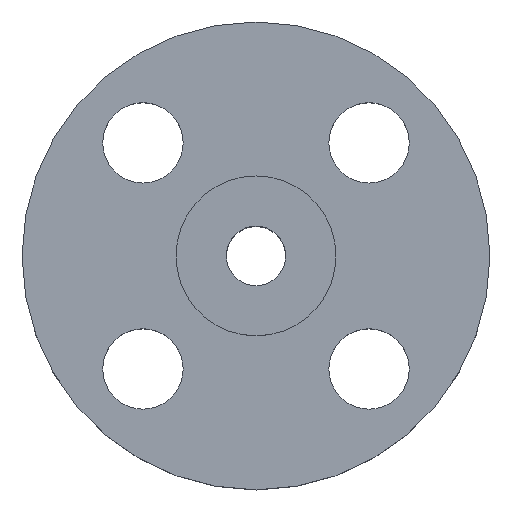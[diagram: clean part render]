
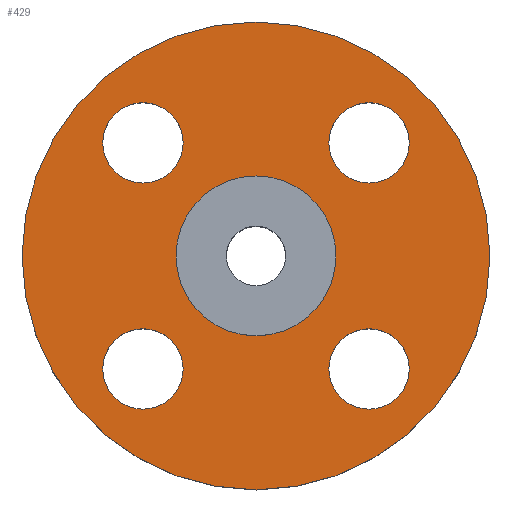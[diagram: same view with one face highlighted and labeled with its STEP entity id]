
A CAD part, top view. The second image highlights one B-rep face of the part: STEP entity #429.
In plain terms, the highlighted planar face has unit normal (0, 0, 1).
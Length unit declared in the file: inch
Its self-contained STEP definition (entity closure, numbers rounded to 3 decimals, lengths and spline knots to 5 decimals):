
#18 = AXIS2_PLACEMENT_3D ( 'NONE', #578, #81, #457 ) ;
#21 = VERTEX_POINT ( 'NONE', #367 ) ;
#22 = CIRCLE ( 'NONE', #521, 0.44 ) ;
#25 = ORIENTED_EDGE ( 'NONE', *, *, #126, .T. ) ;
#38 = FACE_BOUND ( 'NONE', #392, .T. ) ;
#41 = DIRECTION ( 'NONE',  ( 1., 0., 0. ) ) ;
#47 = EDGE_CURVE ( 'NONE', #572, #682, #351, .T. ) ;
#51 = DIRECTION ( 'NONE',  ( 0., 0., 1. ) ) ;
#53 = AXIS2_PLACEMENT_3D ( 'NONE', #510, #688, #504 ) ;
#58 = EDGE_CURVE ( 'NONE', #682, #572, #307, .T. ) ;
#61 = DIRECTION ( 'NONE',  ( -1., 0., 0. ) ) ;
#62 = ORIENTED_EDGE ( 'NONE', *, *, #743, .F. ) ;
#71 = EDGE_CURVE ( 'NONE', #722, #21, #239, .T. ) ;
#74 = EDGE_CURVE ( 'NONE', #21, #722, #22, .T. ) ;
#76 = DIRECTION ( 'NONE',  ( 0., 1., 0. ) ) ;
#81 = DIRECTION ( 'NONE',  ( 0., 0., 1. ) ) ;
#99 = FACE_BOUND ( 'NONE', #103, .T. ) ;
#103 = EDGE_LOOP ( 'NONE', ( #815, #125 ) ) ;
#117 = CARTESIAN_POINT ( 'NONE',  ( -1.67744, -1.23744, 0. ) ) ;
#119 = DIRECTION ( 'NONE',  ( 1., 0., 0. ) ) ;
#125 = ORIENTED_EDGE ( 'NONE', *, *, #74, .F. ) ;
#126 = EDGE_CURVE ( 'NONE', #537, #321, #782, .T. ) ;
#127 = CARTESIAN_POINT ( 'NONE',  ( -1.23744, -1.23744, 0. ) ) ;
#132 = AXIS2_PLACEMENT_3D ( 'NONE', #432, #624, #244 ) ;
#136 = ORIENTED_EDGE ( 'NONE', *, *, #589, .F. ) ;
#144 = EDGE_LOOP ( 'NONE', ( #314, #339 ) ) ;
#147 = AXIS2_PLACEMENT_3D ( 'NONE', #153, #767, #76 ) ;
#151 = VERTEX_POINT ( 'NONE', #182 ) ;
#153 = CARTESIAN_POINT ( 'NONE',  ( -1.23744, 1.23744, 0. ) ) ;
#154 = CARTESIAN_POINT ( 'NONE',  ( -0.875, 0., 0. ) ) ;
#155 = ORIENTED_EDGE ( 'NONE', *, *, #466, .F. ) ;
#165 = CARTESIAN_POINT ( 'NONE',  ( 0., 0., 0. ) ) ;
#166 = EDGE_CURVE ( 'NONE', #803, #467, #172, .T. ) ;
#170 = DIRECTION ( 'NONE',  ( 0., 0., 1. ) ) ;
#172 = CIRCLE ( 'NONE', #132, 0.44 ) ;
#174 = FACE_BOUND ( 'NONE', #144, .T. ) ;
#180 = DIRECTION ( 'NONE',  ( 0., 0., 1. ) ) ;
#182 = CARTESIAN_POINT ( 'NONE',  ( 0.875, 0., 0. ) ) ;
#183 = VERTEX_POINT ( 'NONE', #316 ) ;
#193 = DIRECTION ( 'NONE',  ( 0., 0., 1. ) ) ;
#196 = CIRCLE ( 'NONE', #658, 0.44 ) ;
#200 = AXIS2_PLACEMENT_3D ( 'NONE', #608, #170, #41 ) ;
#207 = EDGE_CURVE ( 'NONE', #467, #803, #275, .T. ) ;
#221 = AXIS2_PLACEMENT_3D ( 'NONE', #165, #51, #423 ) ;
#226 = CARTESIAN_POINT ( 'NONE',  ( 0., 0., 0. ) ) ;
#232 = CARTESIAN_POINT ( 'NONE',  ( 1.23744, -1.67744, 0. ) ) ;
#239 = CIRCLE ( 'NONE', #53, 0.44 ) ;
#241 = ORIENTED_EDGE ( 'NONE', *, *, #47, .F. ) ;
#244 = DIRECTION ( 'NONE',  ( 0., -1., 0. ) ) ;
#252 = CARTESIAN_POINT ( 'NONE',  ( 0., 0., 0. ) ) ;
#253 = VERTEX_POINT ( 'NONE', #154 ) ;
#256 = DIRECTION ( 'NONE',  ( -1., 0., 0. ) ) ;
#257 = ORIENTED_EDGE ( 'NONE', *, *, #691, .T. ) ;
#262 = AXIS2_PLACEMENT_3D ( 'NONE', #600, #539, #479 ) ;
#275 = CIRCLE ( 'NONE', #18, 0.44 ) ;
#285 = FACE_BOUND ( 'NONE', #475, .T. ) ;
#300 = CIRCLE ( 'NONE', #342, 2.56 ) ;
#301 = CARTESIAN_POINT ( 'NONE',  ( 1.67744, 1.23744, 0. ) ) ;
#303 = DIRECTION ( 'NONE',  ( 0., 0., 1. ) ) ;
#307 = CIRCLE ( 'NONE', #601, 0.44 ) ;
#314 = ORIENTED_EDGE ( 'NONE', *, *, #207, .F. ) ;
#316 = CARTESIAN_POINT ( 'NONE',  ( -1.23744, 0.79744, 0. ) ) ;
#321 = VERTEX_POINT ( 'NONE', #525 ) ;
#330 = CARTESIAN_POINT ( 'NONE',  ( 2.56, 0., 0. ) ) ;
#337 = CARTESIAN_POINT ( 'NONE',  ( -0.79744, -1.23744, 0. ) ) ;
#339 = ORIENTED_EDGE ( 'NONE', *, *, #166, .F. ) ;
#342 = AXIS2_PLACEMENT_3D ( 'NONE', #226, #798, #489 ) ;
#351 = CIRCLE ( 'NONE', #627, 0.44 ) ;
#366 = FACE_OUTER_BOUND ( 'NONE', #587, .T. ) ;
#367 = CARTESIAN_POINT ( 'NONE',  ( 0.79744, 1.23744, 0. ) ) ;
#385 = CIRCLE ( 'NONE', #200, 0.875 ) ;
#392 = EDGE_LOOP ( 'NONE', ( #62, #155 ) ) ;
#423 = DIRECTION ( 'NONE',  ( 1., 0., 0. ) ) ;
#429 = ADVANCED_FACE ( 'NONE', ( #174, #789, #285, #99, #38, #366 ), #483, .T. ) ;
#431 = AXIS2_PLACEMENT_3D ( 'NONE', #252, #303, #558 ) ;
#432 = CARTESIAN_POINT ( 'NONE',  ( 1.23744, -1.23744, 0. ) ) ;
#457 = DIRECTION ( 'NONE',  ( 0., -1., 0. ) ) ;
#466 = EDGE_CURVE ( 'NONE', #151, #253, #385, .T. ) ;
#467 = VERTEX_POINT ( 'NONE', #232 ) ;
#475 = EDGE_LOOP ( 'NONE', ( #713, #136 ) ) ;
#479 = DIRECTION ( 'NONE',  ( 1., 0., 0. ) ) ;
#483 = PLANE ( 'NONE',  #262 ) ;
#489 = DIRECTION ( 'NONE',  ( 1., 0., 0. ) ) ;
#501 = CARTESIAN_POINT ( 'NONE',  ( -1.23744, 1.67744, 0. ) ) ;
#502 = CIRCLE ( 'NONE', #147, 0.44 ) ;
#504 = DIRECTION ( 'NONE',  ( 1., 0., 0. ) ) ;
#506 = CARTESIAN_POINT ( 'NONE',  ( 1.23744, -0.79744, 0. ) ) ;
#510 = CARTESIAN_POINT ( 'NONE',  ( 1.23744, 1.23744, 0. ) ) ;
#512 = CIRCLE ( 'NONE', #221, 0.875 ) ;
#521 = AXIS2_PLACEMENT_3D ( 'NONE', #678, #180, #119 ) ;
#525 = CARTESIAN_POINT ( 'NONE',  ( -2.56, 0., 0. ) ) ;
#537 = VERTEX_POINT ( 'NONE', #330 ) ;
#539 = DIRECTION ( 'NONE',  ( 0., 0., 1. ) ) ;
#558 = DIRECTION ( 'NONE',  ( 1., 0., 0. ) ) ;
#572 = VERTEX_POINT ( 'NONE', #337 ) ;
#578 = CARTESIAN_POINT ( 'NONE',  ( 1.23744, -1.23744, 0. ) ) ;
#587 = EDGE_LOOP ( 'NONE', ( #25, #257 ) ) ;
#589 = EDGE_CURVE ( 'NONE', #183, #786, #502, .T. ) ;
#600 = CARTESIAN_POINT ( 'NONE',  ( 0., 0., 0. ) ) ;
#601 = AXIS2_PLACEMENT_3D ( 'NONE', #680, #690, #256 ) ;
#608 = CARTESIAN_POINT ( 'NONE',  ( 0., 0., 0. ) ) ;
#624 = DIRECTION ( 'NONE',  ( 0., 0., 1. ) ) ;
#627 = AXIS2_PLACEMENT_3D ( 'NONE', #127, #193, #61 ) ;
#631 = EDGE_LOOP ( 'NONE', ( #812, #241 ) ) ;
#641 = DIRECTION ( 'NONE',  ( 0., 1., 0. ) ) ;
#658 = AXIS2_PLACEMENT_3D ( 'NONE', #683, #751, #641 ) ;
#678 = CARTESIAN_POINT ( 'NONE',  ( 1.23744, 1.23744, 0. ) ) ;
#680 = CARTESIAN_POINT ( 'NONE',  ( -1.23744, -1.23744, 0. ) ) ;
#682 = VERTEX_POINT ( 'NONE', #117 ) ;
#683 = CARTESIAN_POINT ( 'NONE',  ( -1.23744, 1.23744, 0. ) ) ;
#688 = DIRECTION ( 'NONE',  ( 0., 0., 1. ) ) ;
#690 = DIRECTION ( 'NONE',  ( 0., 0., 1. ) ) ;
#691 = EDGE_CURVE ( 'NONE', #321, #537, #300, .T. ) ;
#713 = ORIENTED_EDGE ( 'NONE', *, *, #808, .F. ) ;
#722 = VERTEX_POINT ( 'NONE', #301 ) ;
#743 = EDGE_CURVE ( 'NONE', #253, #151, #512, .T. ) ;
#751 = DIRECTION ( 'NONE',  ( 0., 0., 1. ) ) ;
#767 = DIRECTION ( 'NONE',  ( 0., 0., 1. ) ) ;
#782 = CIRCLE ( 'NONE', #431, 2.56 ) ;
#786 = VERTEX_POINT ( 'NONE', #501 ) ;
#789 = FACE_BOUND ( 'NONE', #631, .T. ) ;
#798 = DIRECTION ( 'NONE',  ( 0., 0., 1. ) ) ;
#803 = VERTEX_POINT ( 'NONE', #506 ) ;
#808 = EDGE_CURVE ( 'NONE', #786, #183, #196, .T. ) ;
#812 = ORIENTED_EDGE ( 'NONE', *, *, #58, .F. ) ;
#815 = ORIENTED_EDGE ( 'NONE', *, *, #71, .F. ) ;
